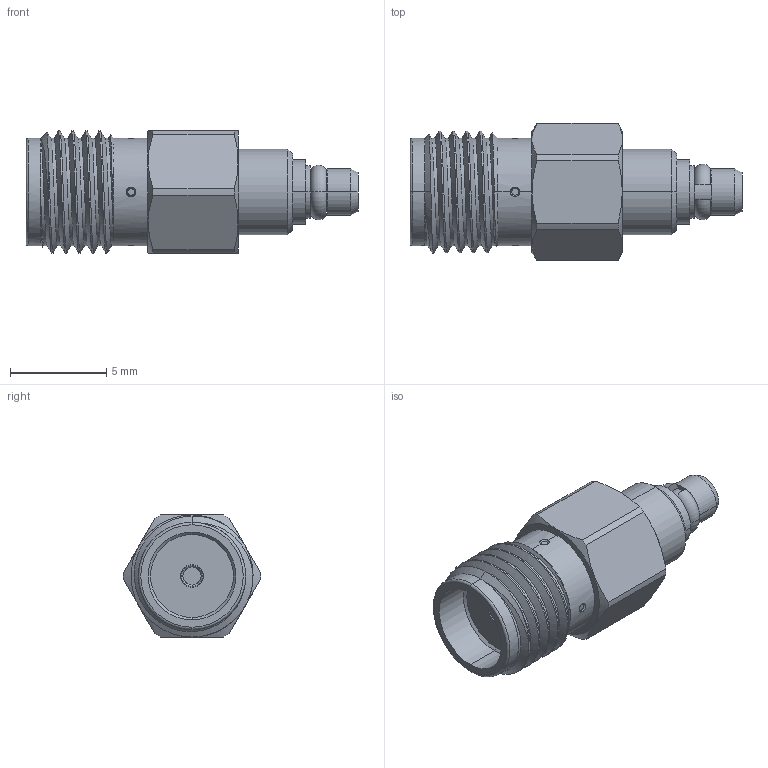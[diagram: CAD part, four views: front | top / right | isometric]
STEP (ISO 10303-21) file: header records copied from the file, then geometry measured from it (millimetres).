
FILE_DESCRIPTION (( 'STEP AP203' ), '1' );
FILE_NAME ('FMAD1305_3D.STEP', '2022-03-18T23:06:28', ( '' ), ( '' ), 'SwSTEP 2.0', 'SolidWorks 2021', '' );
FILE_SCHEMA (( 'CONFIG_CONTROL_DESIGN' ));
Length unit declared in the file: inch
Products named in the file (1): FMAD1305_3D
Bounding box: 17.27 x 7.14 x 6.35 mm (x, y, z)
Volume: 356.1 mm3; surface area: 453.4 mm2
Topology: 2 solids, 2 shells, 119 faces, 282 edges, 180 vertices
Faces by surface type: cylinder 45, plane 35, cone 31, torus 5, bspline 3
Entity records: 5402 total; most frequent: CARTESIAN_POINT 2642, ORIENTED_EDGE 564, DIRECTION 558, EDGE_CURVE 282, AXIS2_PLACEMENT_3D 229, VERTEX_POINT 180, EDGE_LOOP 132, ADVANCED_FACE 119
